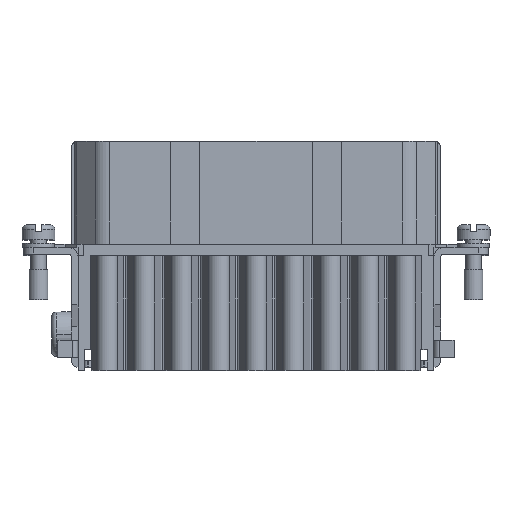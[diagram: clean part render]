
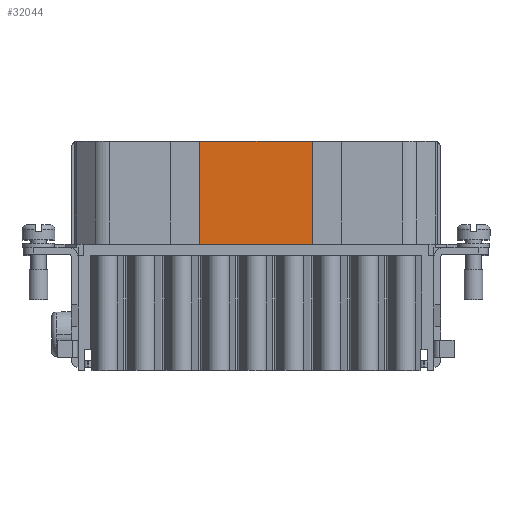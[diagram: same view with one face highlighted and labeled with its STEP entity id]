
A CAD part, top view. The second image highlights one B-rep face of the part: STEP entity #32044.
In plain terms, the highlighted planar face has unit normal (0, 0, 1).
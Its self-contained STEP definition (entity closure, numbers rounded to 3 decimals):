
#902 = DIRECTION ( 'NONE',  ( 1., 0., 0. ) ) ;
#1053 = EDGE_CURVE ( 'NONE', #32275, #6132, #4843, .T. ) ;
#1975 = DIRECTION ( 'NONE',  ( -1., 0., 0. ) ) ;
#3296 = DIRECTION ( 'NONE',  ( 0., -1., 0. ) ) ;
#4643 = LINE ( 'NONE', #21570, #24629 ) ;
#4843 = LINE ( 'NONE', #5190, #31747 ) ;
#5190 = CARTESIAN_POINT ( 'NONE',  ( 8.5, 34.35, 8.5 ) ) ;
#6132 = VERTEX_POINT ( 'NONE', #28768 ) ;
#6422 = DIRECTION ( 'NONE',  ( 1., 0., 0. ) ) ;
#6745 = ORIENTED_EDGE ( 'NONE', *, *, #1053, .F. ) ;
#7852 = DIRECTION ( 'NONE',  ( 0., -1., 0. ) ) ;
#9512 = VERTEX_POINT ( 'NONE', #23879 ) ;
#11890 = FACE_OUTER_BOUND ( 'NONE', #21197, .T. ) ;
#12689 = VERTEX_POINT ( 'NONE', #24076 ) ;
#13685 = VECTOR ( 'NONE', #902, 1000. ) ;
#15266 = EDGE_CURVE ( 'NONE', #9512, #32275, #22275, .T. ) ;
#17135 = EDGE_CURVE ( 'NONE', #12689, #6132, #27576, .T. ) ;
#17487 = ORIENTED_EDGE ( 'NONE', *, *, #15266, .F. ) ;
#17582 = ORIENTED_EDGE ( 'NONE', *, *, #17135, .T. ) ;
#17583 = DIRECTION ( 'NONE',  ( 0., 0., -1. ) ) ;
#20023 = AXIS2_PLACEMENT_3D ( 'NONE', #33208, #17583, #1975 ) ;
#20083 = PLANE ( 'NONE',  #20023 ) ;
#21197 = EDGE_LOOP ( 'NONE', ( #17582, #6745, #17487, #23475 ) ) ;
#21570 = CARTESIAN_POINT ( 'NONE',  ( -8.5, 34.35, 8.5 ) ) ;
#22275 = LINE ( 'NONE', #24644, #29214 ) ;
#23475 = ORIENTED_EDGE ( 'NONE', *, *, #28132, .T. ) ;
#23830 = CARTESIAN_POINT ( 'NONE',  ( 8.5, 34.35, 8.5 ) ) ;
#23879 = CARTESIAN_POINT ( 'NONE',  ( -8.5, 34.35, 8.5 ) ) ;
#24076 = CARTESIAN_POINT ( 'NONE',  ( -8.5, 18.75, 8.5 ) ) ;
#24126 = CARTESIAN_POINT ( 'NONE',  ( -8.5, 18.75, 8.5 ) ) ;
#24629 = VECTOR ( 'NONE', #3296, 1000. ) ;
#24644 = CARTESIAN_POINT ( 'NONE',  ( -8.5, 34.35, 8.5 ) ) ;
#27576 = LINE ( 'NONE', #24126, #13685 ) ;
#28132 = EDGE_CURVE ( 'NONE', #9512, #12689, #4643, .T. ) ;
#28768 = CARTESIAN_POINT ( 'NONE',  ( 8.5, 18.75, 8.5 ) ) ;
#29214 = VECTOR ( 'NONE', #6422, 1000. ) ;
#31747 = VECTOR ( 'NONE', #7852, 1000. ) ;
#32044 = ADVANCED_FACE ( 'NONE', ( #11890 ), #20083, .F. ) ;
#32275 = VERTEX_POINT ( 'NONE', #23830 ) ;
#33208 = CARTESIAN_POINT ( 'NONE',  ( -8.5, 34.35, 8.5 ) ) ;
